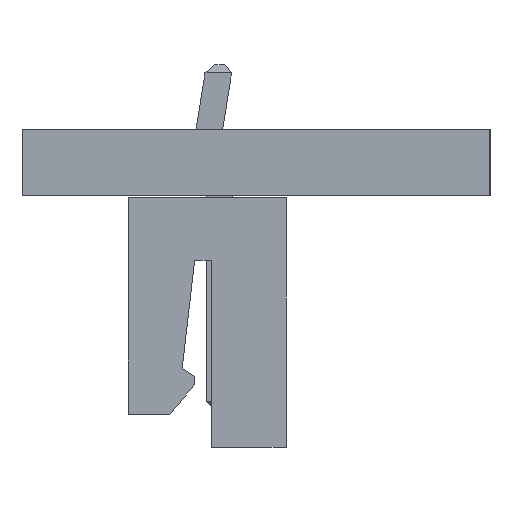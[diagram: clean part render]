
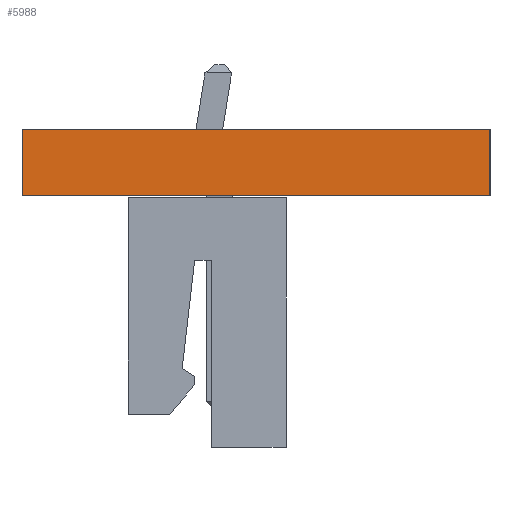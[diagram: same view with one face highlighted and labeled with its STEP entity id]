
A CAD part, left-side view. The second image highlights one B-rep face of the part: STEP entity #5988.
In plain terms, the highlighted planar face has unit normal (-1, 0, 0).
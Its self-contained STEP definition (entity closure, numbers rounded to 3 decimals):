
#5872 = EDGE_CURVE('',#5873,#5875,#5877,.T.);
#5873 = VERTEX_POINT('',#5874);
#5874 = CARTESIAN_POINT('',(20.25,-101.75,0.));
#5875 = VERTEX_POINT('',#5876);
#5876 = CARTESIAN_POINT('',(20.25,-101.75,1.6));
#5877 = SURFACE_CURVE('',#5878,(#5882,#5894),.PCURVE_S1.);
#5878 = LINE('',#5879,#5880);
#5879 = CARTESIAN_POINT('',(20.25,-101.75,0.));
#5880 = VECTOR('',#5881,1.);
#5881 = DIRECTION('',(0.,0.,1.));
#5882 = PCURVE('',#5883,#5888);
#5883 = PLANE('',#5884);
#5884 = AXIS2_PLACEMENT_3D('',#5885,#5886,#5887);
#5885 = CARTESIAN_POINT('',(20.25,-101.75,0.));
#5886 = DIRECTION('',(0.,1.,0.));
#5887 = DIRECTION('',(1.,0.,0.));
#5888 = DEFINITIONAL_REPRESENTATION('',(#5889),#5893);
#5889 = LINE('',#5890,#5891);
#5890 = CARTESIAN_POINT('',(0.,0.));
#5891 = VECTOR('',#5892,1.);
#5892 = DIRECTION('',(0.,-1.));
#5893 = ( GEOMETRIC_REPRESENTATION_CONTEXT(2) 
PARAMETRIC_REPRESENTATION_CONTEXT() REPRESENTATION_CONTEXT('2D SPACE',''
  ) );
#5894 = PCURVE('',#5895,#5900);
#5895 = PLANE('',#5896);
#5896 = AXIS2_PLACEMENT_3D('',#5897,#5898,#5899);
#5897 = CARTESIAN_POINT('',(20.25,-113.,0.));
#5898 = DIRECTION('',(-1.,0.,0.));
#5899 = DIRECTION('',(0.,1.,0.));
#5900 = DEFINITIONAL_REPRESENTATION('',(#5901),#5905);
#5901 = LINE('',#5902,#5903);
#5902 = CARTESIAN_POINT('',(11.25,0.));
#5903 = VECTOR('',#5904,1.);
#5904 = DIRECTION('',(0.,-1.));
#5905 = ( GEOMETRIC_REPRESENTATION_CONTEXT(2) 
PARAMETRIC_REPRESENTATION_CONTEXT() REPRESENTATION_CONTEXT('2D SPACE',''
  ) );
#5923 = PLANE('',#5924);
#5924 = AXIS2_PLACEMENT_3D('',#5925,#5926,#5927);
#5925 = CARTESIAN_POINT('',(59.,-107.375,1.6));
#5926 = DIRECTION('',(-0.,-0.,-1.));
#5927 = DIRECTION('',(-1.,0.,0.));
#5977 = PLANE('',#5978);
#5978 = AXIS2_PLACEMENT_3D('',#5979,#5980,#5981);
#5979 = CARTESIAN_POINT('',(59.,-107.375,0.));
#5980 = DIRECTION('',(-0.,-0.,-1.));
#5981 = DIRECTION('',(-1.,0.,0.));
#5988 = ADVANCED_FACE('',(#5989),#5895,.T.);
#5989 = FACE_BOUND('',#5990,.T.);
#5990 = EDGE_LOOP('',(#5991,#6021,#6042,#6043));
#5991 = ORIENTED_EDGE('',*,*,#5992,.T.);
#5992 = EDGE_CURVE('',#5993,#5995,#5997,.T.);
#5993 = VERTEX_POINT('',#5994);
#5994 = CARTESIAN_POINT('',(20.25,-113.,0.));
#5995 = VERTEX_POINT('',#5996);
#5996 = CARTESIAN_POINT('',(20.25,-113.,1.6));
#5997 = SURFACE_CURVE('',#5998,(#6002,#6009),.PCURVE_S1.);
#5998 = LINE('',#5999,#6000);
#5999 = CARTESIAN_POINT('',(20.25,-113.,0.));
#6000 = VECTOR('',#6001,1.);
#6001 = DIRECTION('',(0.,0.,1.));
#6002 = PCURVE('',#5895,#6003);
#6003 = DEFINITIONAL_REPRESENTATION('',(#6004),#6008);
#6004 = LINE('',#6005,#6006);
#6005 = CARTESIAN_POINT('',(0.,0.));
#6006 = VECTOR('',#6007,1.);
#6007 = DIRECTION('',(0.,-1.));
#6008 = ( GEOMETRIC_REPRESENTATION_CONTEXT(2) 
PARAMETRIC_REPRESENTATION_CONTEXT() REPRESENTATION_CONTEXT('2D SPACE',''
  ) );
#6009 = PCURVE('',#6010,#6015);
#6010 = PLANE('',#6011);
#6011 = AXIS2_PLACEMENT_3D('',#6012,#6013,#6014);
#6012 = CARTESIAN_POINT('',(97.75,-113.,0.));
#6013 = DIRECTION('',(0.,-1.,0.));
#6014 = DIRECTION('',(-1.,0.,0.));
#6015 = DEFINITIONAL_REPRESENTATION('',(#6016),#6020);
#6016 = LINE('',#6017,#6018);
#6017 = CARTESIAN_POINT('',(77.5,0.));
#6018 = VECTOR('',#6019,1.);
#6019 = DIRECTION('',(0.,-1.));
#6020 = ( GEOMETRIC_REPRESENTATION_CONTEXT(2) 
PARAMETRIC_REPRESENTATION_CONTEXT() REPRESENTATION_CONTEXT('2D SPACE',''
  ) );
#6021 = ORIENTED_EDGE('',*,*,#6022,.T.);
#6022 = EDGE_CURVE('',#5995,#5875,#6023,.T.);
#6023 = SURFACE_CURVE('',#6024,(#6028,#6035),.PCURVE_S1.);
#6024 = LINE('',#6025,#6026);
#6025 = CARTESIAN_POINT('',(20.25,-113.,1.6));
#6026 = VECTOR('',#6027,1.);
#6027 = DIRECTION('',(0.,1.,0.));
#6028 = PCURVE('',#5895,#6029);
#6029 = DEFINITIONAL_REPRESENTATION('',(#6030),#6034);
#6030 = LINE('',#6031,#6032);
#6031 = CARTESIAN_POINT('',(0.,-1.6));
#6032 = VECTOR('',#6033,1.);
#6033 = DIRECTION('',(1.,0.));
#6034 = ( GEOMETRIC_REPRESENTATION_CONTEXT(2) 
PARAMETRIC_REPRESENTATION_CONTEXT() REPRESENTATION_CONTEXT('2D SPACE',''
  ) );
#6035 = PCURVE('',#5923,#6036);
#6036 = DEFINITIONAL_REPRESENTATION('',(#6037),#6041);
#6037 = LINE('',#6038,#6039);
#6038 = CARTESIAN_POINT('',(38.75,-5.625));
#6039 = VECTOR('',#6040,1.);
#6040 = DIRECTION('',(0.,1.));
#6041 = ( GEOMETRIC_REPRESENTATION_CONTEXT(2) 
PARAMETRIC_REPRESENTATION_CONTEXT() REPRESENTATION_CONTEXT('2D SPACE',''
  ) );
#6042 = ORIENTED_EDGE('',*,*,#5872,.F.);
#6043 = ORIENTED_EDGE('',*,*,#6044,.F.);
#6044 = EDGE_CURVE('',#5993,#5873,#6045,.T.);
#6045 = SURFACE_CURVE('',#6046,(#6050,#6057),.PCURVE_S1.);
#6046 = LINE('',#6047,#6048);
#6047 = CARTESIAN_POINT('',(20.25,-113.,0.));
#6048 = VECTOR('',#6049,1.);
#6049 = DIRECTION('',(0.,1.,0.));
#6050 = PCURVE('',#5895,#6051);
#6051 = DEFINITIONAL_REPRESENTATION('',(#6052),#6056);
#6052 = LINE('',#6053,#6054);
#6053 = CARTESIAN_POINT('',(0.,0.));
#6054 = VECTOR('',#6055,1.);
#6055 = DIRECTION('',(1.,0.));
#6056 = ( GEOMETRIC_REPRESENTATION_CONTEXT(2) 
PARAMETRIC_REPRESENTATION_CONTEXT() REPRESENTATION_CONTEXT('2D SPACE',''
  ) );
#6057 = PCURVE('',#5977,#6058);
#6058 = DEFINITIONAL_REPRESENTATION('',(#6059),#6063);
#6059 = LINE('',#6060,#6061);
#6060 = CARTESIAN_POINT('',(38.75,-5.625));
#6061 = VECTOR('',#6062,1.);
#6062 = DIRECTION('',(0.,1.));
#6063 = ( GEOMETRIC_REPRESENTATION_CONTEXT(2) 
PARAMETRIC_REPRESENTATION_CONTEXT() REPRESENTATION_CONTEXT('2D SPACE',''
  ) );
